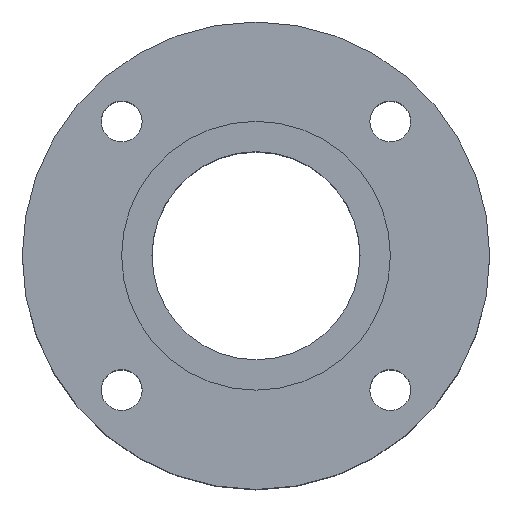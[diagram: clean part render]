
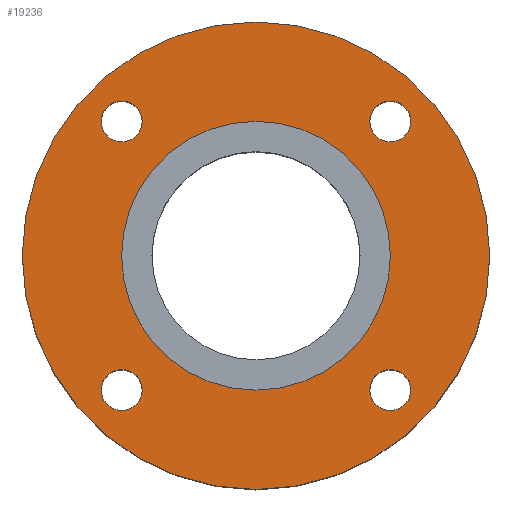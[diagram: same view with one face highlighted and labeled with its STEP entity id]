
A CAD part, top view. The second image highlights one B-rep face of the part: STEP entity #19236.
In plain terms, the highlighted planar face has unit normal (0, 0, 1).
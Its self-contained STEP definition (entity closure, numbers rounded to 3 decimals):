
#950 = AXIS2_PLACEMENT_3D ( 'NONE', #14306, #7542, #14609 ) ;
#1533 = VERTEX_POINT ( 'NONE', #24785 ) ;
#1540 = AXIS2_PLACEMENT_3D ( 'NONE', #7225, #16389, #23435 ) ;
#1872 = DIRECTION ( 'NONE',  ( 0., 0., 1. ) ) ;
#2554 = FACE_BOUND ( 'NONE', #13874, .T. ) ;
#3032 = ORIENTED_EDGE ( 'NONE', *, *, #21811, .F. ) ;
#3751 = VERTEX_POINT ( 'NONE', #23027 ) ;
#3767 = DIRECTION ( 'NONE',  ( 0., -1., 0. ) ) ;
#3877 = AXIS2_PLACEMENT_3D ( 'NONE', #21948, #8273, #22395 ) ;
#4055 = VERTEX_POINT ( 'NONE', #14126 ) ;
#4440 = AXIS2_PLACEMENT_3D ( 'NONE', #13102, #10841, #20010 ) ;
#4467 = VERTEX_POINT ( 'NONE', #16630 ) ;
#4576 = EDGE_CURVE ( 'NONE', #5065, #15371, #26854, .T. ) ;
#4698 = CARTESIAN_POINT ( 'NONE',  ( 38.962, 45.962, -0.4 ) ) ;
#4798 = FACE_BOUND ( 'NONE', #20039, .T. ) ;
#5065 = VERTEX_POINT ( 'NONE', #21442 ) ;
#5673 = EDGE_LOOP ( 'NONE', ( #24694, #14815 ) ) ;
#6230 = CIRCLE ( 'NONE', #21107, 7. ) ;
#6251 = AXIS2_PLACEMENT_3D ( 'NONE', #18980, #28148, #7556 ) ;
#6562 = ORIENTED_EDGE ( 'NONE', *, *, #28761, .F. ) ;
#6714 = DIRECTION ( 'NONE',  ( 0., 0., 1. ) ) ;
#7225 = CARTESIAN_POINT ( 'NONE',  ( -45.962, 45.962, -0.4 ) ) ;
#7542 = DIRECTION ( 'NONE',  ( 0., 0., 1. ) ) ;
#7556 = DIRECTION ( 'NONE',  ( 1., 0., 0. ) ) ;
#7587 = AXIS2_PLACEMENT_3D ( 'NONE', #26184, #28447, #26639 ) ;
#7733 = VERTEX_POINT ( 'NONE', #20503 ) ;
#8273 = DIRECTION ( 'NONE',  ( 0., 0., 1. ) ) ;
#9053 = EDGE_CURVE ( 'NONE', #4467, #17458, #12614, .T. ) ;
#9448 = CARTESIAN_POINT ( 'NONE',  ( 45.962, 45.962, -0.4 ) ) ;
#9587 = CIRCLE ( 'NONE', #23983, 7. ) ;
#9631 = AXIS2_PLACEMENT_3D ( 'NONE', #28971, #6714, #13489 ) ;
#9791 = AXIS2_PLACEMENT_3D ( 'NONE', #9448, #27339, #20277 ) ;
#10189 = VERTEX_POINT ( 'NONE', #4698 ) ;
#10841 = DIRECTION ( 'NONE',  ( 0., 0., 1. ) ) ;
#10975 = CIRCLE ( 'NONE', #18659, 7. ) ;
#11566 = CARTESIAN_POINT ( 'NONE',  ( 38.962, -45.962, -0.4 ) ) ;
#11706 = CARTESIAN_POINT ( 'NONE',  ( 0., 46., -0.4 ) ) ;
#12614 = CIRCLE ( 'NONE', #4440, 7. ) ;
#12799 = EDGE_CURVE ( 'NONE', #24961, #10189, #18425, .T. ) ;
#12876 = CARTESIAN_POINT ( 'NONE',  ( -52.962, 45.962, -0.4 ) ) ;
#13102 = CARTESIAN_POINT ( 'NONE',  ( -45.962, 45.962, -0.4 ) ) ;
#13489 = DIRECTION ( 'NONE',  ( -1., 0., 0. ) ) ;
#13874 = EDGE_LOOP ( 'NONE', ( #19229, #26466 ) ) ;
#13964 = PLANE ( 'NONE',  #29714 ) ;
#14126 = CARTESIAN_POINT ( 'NONE',  ( -38.962, -45.962, -0.4 ) ) ;
#14306 = CARTESIAN_POINT ( 'NONE',  ( 0., 0., -0.4 ) ) ;
#14486 = DIRECTION ( 'NONE',  ( 0., 0., 1. ) ) ;
#14609 = DIRECTION ( 'NONE',  ( 1., 0., 0. ) ) ;
#14767 = ORIENTED_EDGE ( 'NONE', *, *, #26495, .F. ) ;
#14815 = ORIENTED_EDGE ( 'NONE', *, *, #15779, .F. ) ;
#14872 = AXIS2_PLACEMENT_3D ( 'NONE', #21843, #14486, #19286 ) ;
#15340 = CARTESIAN_POINT ( 'NONE',  ( 45.962, -45.962, -0.4 ) ) ;
#15371 = VERTEX_POINT ( 'NONE', #20984 ) ;
#15779 = EDGE_CURVE ( 'NONE', #17458, #4467, #24098, .T. ) ;
#15896 = ORIENTED_EDGE ( 'NONE', *, *, #12799, .F. ) ;
#15993 = DIRECTION ( 'NONE',  ( 1., 0., 0. ) ) ;
#16222 = DIRECTION ( 'NONE',  ( 0., 0., -1. ) ) ;
#16389 = DIRECTION ( 'NONE',  ( 0., 0., 1. ) ) ;
#16514 = FACE_BOUND ( 'NONE', #25518, .T. ) ;
#16630 = CARTESIAN_POINT ( 'NONE',  ( -38.962, 45.962, -0.4 ) ) ;
#16685 = ORIENTED_EDGE ( 'NONE', *, *, #28403, .F. ) ;
#17458 = VERTEX_POINT ( 'NONE', #12876 ) ;
#18425 = CIRCLE ( 'NONE', #9791, 7. ) ;
#18659 = AXIS2_PLACEMENT_3D ( 'NONE', #15340, #27340, #3767 ) ;
#18766 = FACE_OUTER_BOUND ( 'NONE', #21531, .T. ) ;
#18857 = EDGE_CURVE ( 'NONE', #3751, #1533, #21040, .T. ) ;
#18980 = CARTESIAN_POINT ( 'NONE',  ( 0., 0., -0.4 ) ) ;
#19003 = DIRECTION ( 'NONE',  ( 0., -1., 0. ) ) ;
#19187 = EDGE_CURVE ( 'NONE', #27371, #28507, #10975, .T. ) ;
#19194 = CIRCLE ( 'NONE', #6251, 80. ) ;
#19229 = ORIENTED_EDGE ( 'NONE', *, *, #19187, .F. ) ;
#19236 = ADVANCED_FACE ( 'NONE', ( #2554, #27497, #20569, #16514, #4798, #18766 ), #13964, .F. ) ;
#19286 = DIRECTION ( 'NONE',  ( 1., 0., 0. ) ) ;
#19581 = ORIENTED_EDGE ( 'NONE', *, *, #28091, .T. ) ;
#19664 = ORIENTED_EDGE ( 'NONE', *, *, #4576, .T. ) ;
#20010 = DIRECTION ( 'NONE',  ( 0., 1., 0. ) ) ;
#20039 = EDGE_LOOP ( 'NONE', ( #14767, #20096 ) ) ;
#20096 = ORIENTED_EDGE ( 'NONE', *, *, #18857, .F. ) ;
#20277 = DIRECTION ( 'NONE',  ( 1., 0., 0. ) ) ;
#20503 = CARTESIAN_POINT ( 'NONE',  ( -52.962, -45.962, -0.4 ) ) ;
#20569 = FACE_BOUND ( 'NONE', #5673, .T. ) ;
#20648 = CIRCLE ( 'NONE', #3877, 7. ) ;
#20984 = CARTESIAN_POINT ( 'NONE',  ( -80., 0., -0.4 ) ) ;
#21040 = CIRCLE ( 'NONE', #7587, 46. ) ;
#21045 = CARTESIAN_POINT ( 'NONE',  ( 52.962, -45.962, -0.4 ) ) ;
#21107 = AXIS2_PLACEMENT_3D ( 'NONE', #22448, #1872, #15993 ) ;
#21442 = CARTESIAN_POINT ( 'NONE',  ( 80., 0., -0.4 ) ) ;
#21531 = EDGE_LOOP ( 'NONE', ( #19664, #19581 ) ) ;
#21538 = EDGE_CURVE ( 'NONE', #28507, #27371, #9587, .T. ) ;
#21564 = DIRECTION ( 'NONE',  ( 0., 0., 1. ) ) ;
#21811 = EDGE_CURVE ( 'NONE', #10189, #24961, #6230, .T. ) ;
#21843 = CARTESIAN_POINT ( 'NONE',  ( 0., 0., -0.4 ) ) ;
#21948 = CARTESIAN_POINT ( 'NONE',  ( -45.962, -45.962, -0.4 ) ) ;
#22395 = DIRECTION ( 'NONE',  ( -1., 0., 0. ) ) ;
#22448 = CARTESIAN_POINT ( 'NONE',  ( 45.962, 45.962, -0.4 ) ) ;
#23027 = CARTESIAN_POINT ( 'NONE',  ( -46., 0., -0.4 ) ) ;
#23435 = DIRECTION ( 'NONE',  ( 0., 1., 0. ) ) ;
#23813 = CARTESIAN_POINT ( 'NONE',  ( 45.962, -45.962, -0.4 ) ) ;
#23983 = AXIS2_PLACEMENT_3D ( 'NONE', #23813, #21564, #19003 ) ;
#24098 = CIRCLE ( 'NONE', #1540, 7. ) ;
#24694 = ORIENTED_EDGE ( 'NONE', *, *, #9053, .F. ) ;
#24785 = CARTESIAN_POINT ( 'NONE',  ( 46., 0., -0.4 ) ) ;
#24961 = VERTEX_POINT ( 'NONE', #26708 ) ;
#25013 = EDGE_LOOP ( 'NONE', ( #6562, #16685 ) ) ;
#25518 = EDGE_LOOP ( 'NONE', ( #15896, #3032 ) ) ;
#26184 = CARTESIAN_POINT ( 'NONE',  ( 0., 0., -0.4 ) ) ;
#26466 = ORIENTED_EDGE ( 'NONE', *, *, #21538, .F. ) ;
#26495 = EDGE_CURVE ( 'NONE', #1533, #3751, #29260, .T. ) ;
#26639 = DIRECTION ( 'NONE',  ( 1., 0., 0. ) ) ;
#26708 = CARTESIAN_POINT ( 'NONE',  ( 52.962, 45.962, -0.4 ) ) ;
#26854 = CIRCLE ( 'NONE', #950, 80. ) ;
#26900 = CIRCLE ( 'NONE', #9631, 7. ) ;
#27339 = DIRECTION ( 'NONE',  ( 0., 0., 1. ) ) ;
#27340 = DIRECTION ( 'NONE',  ( 0., 0., 1. ) ) ;
#27371 = VERTEX_POINT ( 'NONE', #21045 ) ;
#27497 = FACE_BOUND ( 'NONE', #25013, .T. ) ;
#27642 = DIRECTION ( 'NONE',  ( -1., 0., 0. ) ) ;
#28091 = EDGE_CURVE ( 'NONE', #15371, #5065, #19194, .T. ) ;
#28148 = DIRECTION ( 'NONE',  ( 0., 0., 1. ) ) ;
#28403 = EDGE_CURVE ( 'NONE', #7733, #4055, #20648, .T. ) ;
#28447 = DIRECTION ( 'NONE',  ( 0., 0., 1. ) ) ;
#28507 = VERTEX_POINT ( 'NONE', #11566 ) ;
#28761 = EDGE_CURVE ( 'NONE', #4055, #7733, #26900, .T. ) ;
#28971 = CARTESIAN_POINT ( 'NONE',  ( -45.962, -45.962, -0.4 ) ) ;
#29260 = CIRCLE ( 'NONE', #14872, 46. ) ;
#29714 = AXIS2_PLACEMENT_3D ( 'NONE', #11706, #16222, #27642 ) ;
